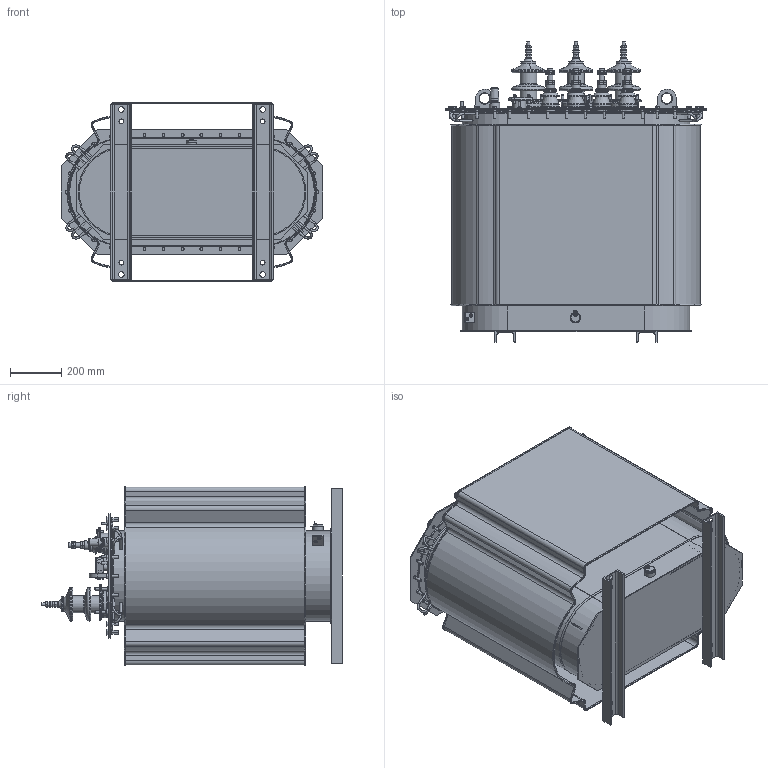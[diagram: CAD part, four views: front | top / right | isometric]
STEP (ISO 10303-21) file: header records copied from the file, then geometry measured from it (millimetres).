
FILE_DESCRIPTION(/* description */ (''),/* implementation_level */ '2;1');
FILE_NAME(/* name */ '!!!ВИЕЛ.672233.054_СБ_Трансформатор ТМГ11_160_2_Shrinkwrap_1.stp',/* time_stamp */ '2016-07-27T08:22:43+03:00',/* author */ ('54405'),/* organization */ (''),/* preprocessor_version */ 'ST-DEVELOPER v15.2',/* originating_system */ 'Autodesk Inventor 2014',/* authorisation */ '');
FILE_SCHEMA (('AUTOMOTIVE_DESIGN { 1 0 10303 214 3 1 1 }'));
Products named in the file (1):  ТМГ11_16
0_2_Shrinkwrap_1
Bounding box: 1018 x 1166.9 x 697.98 mm (x, y, z)
Volume: 13084646 mm3; surface area: 8976017.9 mm2
Topology: 78 solids, 101 shells, 3652 faces, 8788 edges, 5662 vertices
Faces by surface type: plane 1900, cylinder 655, bspline 570, torus 253, cone 231, sphere 43
Full cylindrical faces by diameter (mm): 3.1 x4, 3.2 x1, 4 x2, 4.134 x1, 4.5 x3, 4.95 x1, 5 x1, 5.5 x2, 6 x20, 6.2 x5, 6.5 x1, 7.1 x2, 7.5 x1, 7.92 x3, 8 x19, 8.5 x3, 8.746 x13, 9 x3, 9.9 x34, 10 x50, 10.8 x3, 11 x34, 12 x9, 12.5 x3, 13 x16, 14 x2, 14.2 x1, 15 x2, 15.6 x1, 16.1 x1
Entity records: 114639 total; most frequent: CARTESIAN_POINT 33857, ORIENTED_EDGE 15842, DIRECTION 14067, EDGE_CURVE 7938, VERTEX_POINT 5523, AXIS2_PLACEMENT_3D 5003, EDGE_LOOP 4926, LINE 4061
